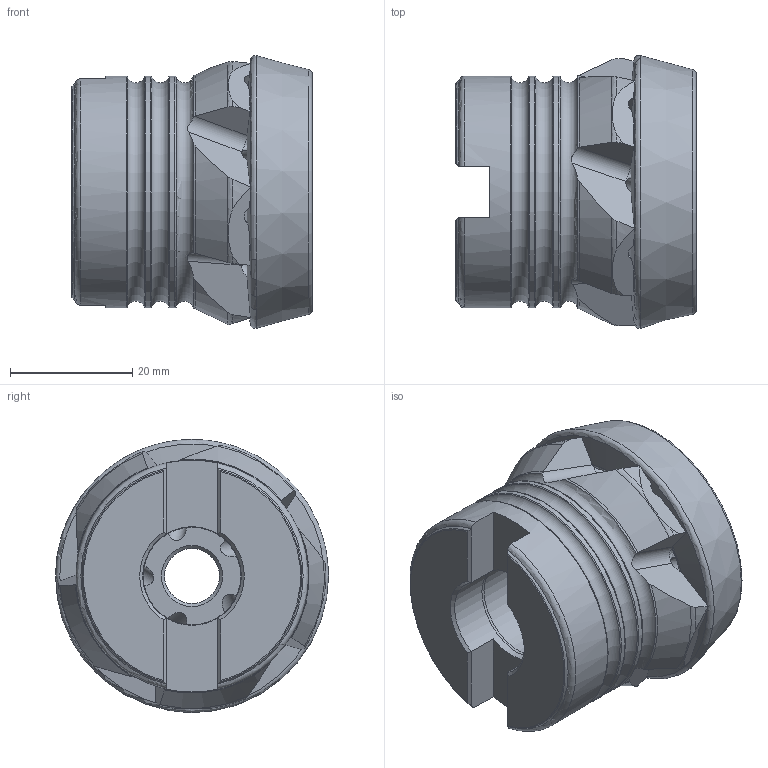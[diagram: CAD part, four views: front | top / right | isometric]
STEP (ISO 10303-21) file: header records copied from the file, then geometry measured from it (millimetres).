
FILE_DESCRIPTION (( 'STEP AP214' ), '1' );
FILE_NAME ('75PP_040_T09_5.STEP', '2015-10-21T06:30:41', ( '' ), ( '' ), 'SwSTEP 2.0', 'SolidWorks 2015', '' );
FILE_SCHEMA (( 'AUTOMOTIVE_DESIGN' ));
Length unit declared in the file: millimetre
Products named in the file (1): 75PP_040_T09_5
Bounding box: 39.4 x 44.73 x 44.73 mm (x, y, z)
Volume: 37764.4 mm3; surface area: 11125.4 mm2
Topology: 1 solids, 6 shells, 165 faces, 472 edges, 305 vertices
Faces by surface type: plane 45, cylinder 43, cone 38, torus 34, bspline 5
Full cylindrical faces by diameter (mm): 3 x5, 3.3 x5, 9 x1, 13.5 x1, 16 x1, 16.15 x1, 16.3 x1, 38 x3
Entity records: 6916 total; most frequent: CARTESIAN_POINT 2985, ORIENTED_EDGE 806, DIRECTION 624, EDGE_CURVE 403, AXIS2_PLACEMENT_3D 287, VERTEX_POINT 278, EDGE_LOOP 205, FACE_OUTER_BOUND 193
